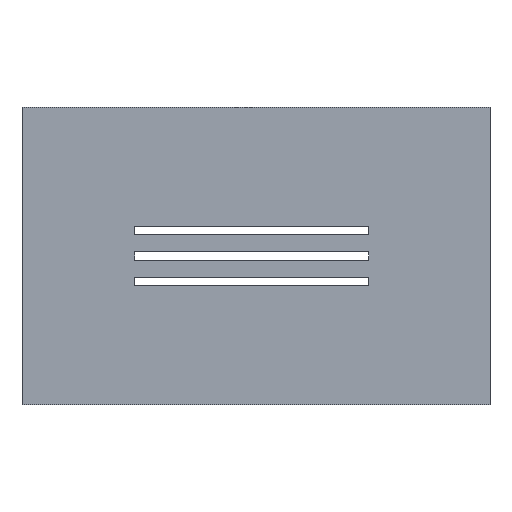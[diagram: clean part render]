
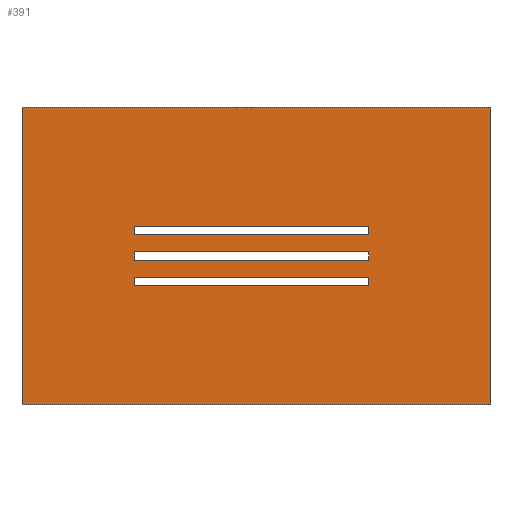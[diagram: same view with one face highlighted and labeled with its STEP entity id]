
A CAD part, front view. The second image highlights one B-rep face of the part: STEP entity #391.
In plain terms, the highlighted planar face has unit normal (0, -1, 0).
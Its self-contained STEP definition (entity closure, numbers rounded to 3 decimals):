
#3 = CARTESIAN_POINT ( 'NONE',  ( -14.269, 0., 2.502 ) ) ;
#21 = PLANE ( 'NONE',  #407 ) ;
#24 = LINE ( 'NONE', #570, #1074 ) ;
#25 = DIRECTION ( 'NONE',  ( 0., 0., 1. ) ) ;
#31 = EDGE_LOOP ( 'NONE', ( #328, #488, #567, #693 ) ) ;
#99 = LINE ( 'NONE', #564, #252 ) ;
#108 = VECTOR ( 'NONE', #1014, 1000. ) ;
#112 = CARTESIAN_POINT ( 'NONE',  ( 27.5, 0., -17.5 ) ) ;
#118 = FACE_BOUND ( 'NONE', #31, .T. ) ;
#120 = ORIENTED_EDGE ( 'NONE', *, *, #1066, .F. ) ;
#158 = VERTEX_POINT ( 'NONE', #791 ) ;
#162 = ORIENTED_EDGE ( 'NONE', *, *, #519, .F. ) ;
#164 = VERTEX_POINT ( 'NONE', #1103 ) ;
#176 = VECTOR ( 'NONE', #1226, 1000. ) ;
#215 = EDGE_CURVE ( 'NONE', #882, #795, #24, .T. ) ;
#233 = FACE_BOUND ( 'NONE', #703, .T. ) ;
#252 = VECTOR ( 'NONE', #1029, 1000. ) ;
#263 = CARTESIAN_POINT ( 'NONE',  ( 13.231, 0., 2.502 ) ) ;
#275 = CARTESIAN_POINT ( 'NONE',  ( -27.5, 0., 17.5 ) ) ;
#279 = EDGE_CURVE ( 'NONE', #371, #1088, #349, .T. ) ;
#296 = LINE ( 'NONE', #396, #907 ) ;
#324 = CARTESIAN_POINT ( 'NONE',  ( -27.5, 0., 17.5 ) ) ;
#328 = ORIENTED_EDGE ( 'NONE', *, *, #215, .F. ) ;
#342 = LINE ( 'NONE', #1248, #936 ) ;
#343 = VERTEX_POINT ( 'NONE', #1380 ) ;
#349 = LINE ( 'NONE', #474, #738 ) ;
#350 = DIRECTION ( 'NONE',  ( 1., 0., 0. ) ) ;
#371 = VERTEX_POINT ( 'NONE', #470 ) ;
#384 = LINE ( 'NONE', #511, #891 ) ;
#391 = ADVANCED_FACE ( 'NONE', ( #118, #1252, #233, #1032 ), #21, .T. ) ;
#396 = CARTESIAN_POINT ( 'NONE',  ( 13.231, 0., -3.498 ) ) ;
#401 = EDGE_CURVE ( 'NONE', #1350, #882, #384, .T. ) ;
#407 = AXIS2_PLACEMENT_3D ( 'NONE', #461, #923, #493 ) ;
#442 = ORIENTED_EDGE ( 'NONE', *, *, #1012, .F. ) ;
#447 = EDGE_LOOP ( 'NONE', ( #1150, #120, #1114, #1007 ) ) ;
#449 = VECTOR ( 'NONE', #1188, 1000. ) ;
#461 = CARTESIAN_POINT ( 'NONE',  ( 0., 0., 0. ) ) ;
#470 = CARTESIAN_POINT ( 'NONE',  ( -14.269, 0., 0.498 ) ) ;
#474 = CARTESIAN_POINT ( 'NONE',  ( -14.269, 0., -0.498 ) ) ;
#488 = ORIENTED_EDGE ( 'NONE', *, *, #401, .F. ) ;
#490 = CARTESIAN_POINT ( 'NONE',  ( 27.5, 0., 17.5 ) ) ;
#493 = DIRECTION ( 'NONE',  ( 0., 0., -1. ) ) ;
#510 = CARTESIAN_POINT ( 'NONE',  ( 13.231, 0., 3.498 ) ) ;
#511 = CARTESIAN_POINT ( 'NONE',  ( 13.231, 0., -2.502 ) ) ;
#519 = EDGE_CURVE ( 'NONE', #164, #343, #99, .T. ) ;
#556 = VERTEX_POINT ( 'NONE', #1341 ) ;
#559 = CARTESIAN_POINT ( 'NONE',  ( 13.231, 0., -3.498 ) ) ;
#564 = CARTESIAN_POINT ( 'NONE',  ( 13.231, 0., -0.498 ) ) ;
#567 = ORIENTED_EDGE ( 'NONE', *, *, #783, .F. ) ;
#570 = CARTESIAN_POINT ( 'NONE',  ( -14.269, 0., -3.498 ) ) ;
#602 = LINE ( 'NONE', #822, #726 ) ;
#605 = ORIENTED_EDGE ( 'NONE', *, *, #1159, .F. ) ;
#609 = LINE ( 'NONE', #490, #1193 ) ;
#624 = EDGE_CURVE ( 'NONE', #1342, #919, #1277, .T. ) ;
#639 = LINE ( 'NONE', #987, #1408 ) ;
#671 = VERTEX_POINT ( 'NONE', #263 ) ;
#693 = ORIENTED_EDGE ( 'NONE', *, *, #1392, .F. ) ;
#703 = EDGE_LOOP ( 'NONE', ( #834, #779, #162, #1010 ) ) ;
#711 = EDGE_CURVE ( 'NONE', #810, #1310, #602, .T. ) ;
#713 = DIRECTION ( 'NONE',  ( 0., 0., 1. ) ) ;
#726 = VECTOR ( 'NONE', #1070, 1000. ) ;
#738 = VECTOR ( 'NONE', #1396, 1000. ) ;
#761 = DIRECTION ( 'NONE',  ( 0., 0., 1. ) ) ;
#779 = ORIENTED_EDGE ( 'NONE', *, *, #856, .F. ) ;
#780 = LINE ( 'NONE', #997, #176 ) ;
#783 = EDGE_CURVE ( 'NONE', #556, #1350, #296, .T. ) ;
#791 = CARTESIAN_POINT ( 'NONE',  ( 27.5, 0., 17.5 ) ) ;
#795 = VERTEX_POINT ( 'NONE', #1302 ) ;
#810 = VERTEX_POINT ( 'NONE', #510 ) ;
#822 = CARTESIAN_POINT ( 'NONE',  ( 13.231, 0., 3.498 ) ) ;
#834 = ORIENTED_EDGE ( 'NONE', *, *, #279, .F. ) ;
#838 = CARTESIAN_POINT ( 'NONE',  ( -27.5, 0., 17.5 ) ) ;
#850 = EDGE_CURVE ( 'NONE', #1376, #1342, #639, .T. ) ;
#856 = EDGE_CURVE ( 'NONE', #343, #371, #1417, .T. ) ;
#867 = VECTOR ( 'NONE', #25, 1000. ) ;
#882 = VERTEX_POINT ( 'NONE', #1434 ) ;
#891 = VECTOR ( 'NONE', #1071, 1000. ) ;
#907 = VECTOR ( 'NONE', #761, 1000. ) ;
#914 = VECTOR ( 'NONE', #350, 1000. ) ;
#919 = VERTEX_POINT ( 'NONE', #324 ) ;
#923 = DIRECTION ( 'NONE',  ( 0., -1., 0. ) ) ;
#936 = VECTOR ( 'NONE', #1136, 1000. ) ;
#952 = LINE ( 'NONE', #838, #914 ) ;
#971 = DIRECTION ( 'NONE',  ( -1., 0., 0. ) ) ;
#984 = ORIENTED_EDGE ( 'NONE', *, *, #1405, .F. ) ;
#987 = CARTESIAN_POINT ( 'NONE',  ( -27.5, 0., -17.5 ) ) ;
#997 = CARTESIAN_POINT ( 'NONE',  ( 13.231, 0., -0.498 ) ) ;
#1007 = ORIENTED_EDGE ( 'NONE', *, *, #850, .F. ) ;
#1010 = ORIENTED_EDGE ( 'NONE', *, *, #1440, .F. ) ;
#1012 = EDGE_CURVE ( 'NONE', #1185, #671, #342, .T. ) ;
#1014 = DIRECTION ( 'NONE',  ( 1., 0., 0. ) ) ;
#1022 = EDGE_LOOP ( 'NONE', ( #984, #1079, #605, #442 ) ) ;
#1023 = CARTESIAN_POINT ( 'NONE',  ( 13.231, 0., -2.502 ) ) ;
#1029 = DIRECTION ( 'NONE',  ( 0., 0., 1. ) ) ;
#1032 = FACE_OUTER_BOUND ( 'NONE', #447, .T. ) ;
#1037 = CARTESIAN_POINT ( 'NONE',  ( 13.231, 0., 2.502 ) ) ;
#1066 = EDGE_CURVE ( 'NONE', #919, #158, #952, .T. ) ;
#1070 = DIRECTION ( 'NONE',  ( -1., 0., 0. ) ) ;
#1071 = DIRECTION ( 'NONE',  ( -1., 0., 0. ) ) ;
#1074 = VECTOR ( 'NONE', #1383, 1000. ) ;
#1079 = ORIENTED_EDGE ( 'NONE', *, *, #711, .F. ) ;
#1086 = CARTESIAN_POINT ( 'NONE',  ( -14.269, 0., 3.498 ) ) ;
#1087 = CARTESIAN_POINT ( 'NONE',  ( 13.231, 0., 0.498 ) ) ;
#1088 = VERTEX_POINT ( 'NONE', #1283 ) ;
#1102 = LINE ( 'NONE', #559, #108 ) ;
#1103 = CARTESIAN_POINT ( 'NONE',  ( 13.231, 0., -0.498 ) ) ;
#1114 = ORIENTED_EDGE ( 'NONE', *, *, #624, .F. ) ;
#1130 = EDGE_CURVE ( 'NONE', #158, #1376, #609, .T. ) ;
#1136 = DIRECTION ( 'NONE',  ( 1., 0., 0. ) ) ;
#1145 = LINE ( 'NONE', #1037, #867 ) ;
#1150 = ORIENTED_EDGE ( 'NONE', *, *, #1130, .F. ) ;
#1159 = EDGE_CURVE ( 'NONE', #671, #810, #1145, .T. ) ;
#1185 = VERTEX_POINT ( 'NONE', #1317 ) ;
#1188 = DIRECTION ( 'NONE',  ( -1., 0., 0. ) ) ;
#1193 = VECTOR ( 'NONE', #1403, 1000. ) ;
#1219 = DIRECTION ( 'NONE',  ( 0., 0., -1. ) ) ;
#1226 = DIRECTION ( 'NONE',  ( 1., 0., 0. ) ) ;
#1248 = CARTESIAN_POINT ( 'NONE',  ( 13.231, 0., 2.502 ) ) ;
#1252 = FACE_BOUND ( 'NONE', #1022, .T. ) ;
#1277 = LINE ( 'NONE', #275, #1427 ) ;
#1283 = CARTESIAN_POINT ( 'NONE',  ( -14.269, 0., -0.498 ) ) ;
#1302 = CARTESIAN_POINT ( 'NONE',  ( -14.269, 0., -3.498 ) ) ;
#1310 = VERTEX_POINT ( 'NONE', #1086 ) ;
#1317 = CARTESIAN_POINT ( 'NONE',  ( -14.269, 0., 2.502 ) ) ;
#1341 = CARTESIAN_POINT ( 'NONE',  ( 13.231, 0., -3.498 ) ) ;
#1342 = VERTEX_POINT ( 'NONE', #1343 ) ;
#1343 = CARTESIAN_POINT ( 'NONE',  ( -27.5, 0., -17.5 ) ) ;
#1350 = VERTEX_POINT ( 'NONE', #1023 ) ;
#1376 = VERTEX_POINT ( 'NONE', #112 ) ;
#1380 = CARTESIAN_POINT ( 'NONE',  ( 13.231, 0., 0.498 ) ) ;
#1383 = DIRECTION ( 'NONE',  ( 0., 0., -1. ) ) ;
#1392 = EDGE_CURVE ( 'NONE', #795, #556, #1102, .T. ) ;
#1396 = DIRECTION ( 'NONE',  ( 0., 0., -1. ) ) ;
#1403 = DIRECTION ( 'NONE',  ( 0., 0., -1. ) ) ;
#1405 = EDGE_CURVE ( 'NONE', #1310, #1185, #1442, .T. ) ;
#1408 = VECTOR ( 'NONE', #971, 1000. ) ;
#1417 = LINE ( 'NONE', #1087, #449 ) ;
#1427 = VECTOR ( 'NONE', #713, 1000. ) ;
#1434 = CARTESIAN_POINT ( 'NONE',  ( -14.269, 0., -2.502 ) ) ;
#1440 = EDGE_CURVE ( 'NONE', #1088, #164, #780, .T. ) ;
#1442 = LINE ( 'NONE', #3, #1450 ) ;
#1450 = VECTOR ( 'NONE', #1219, 1000. ) ;
